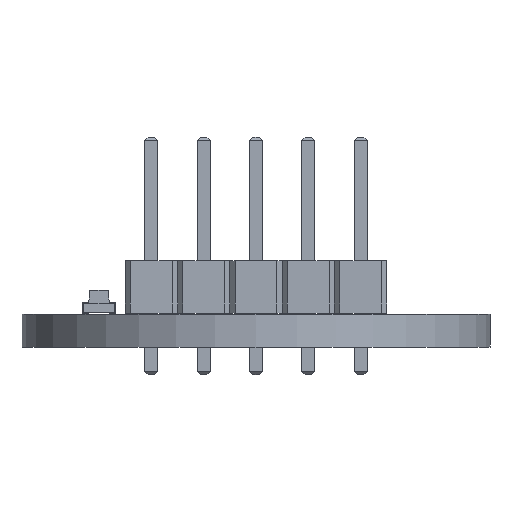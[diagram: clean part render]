
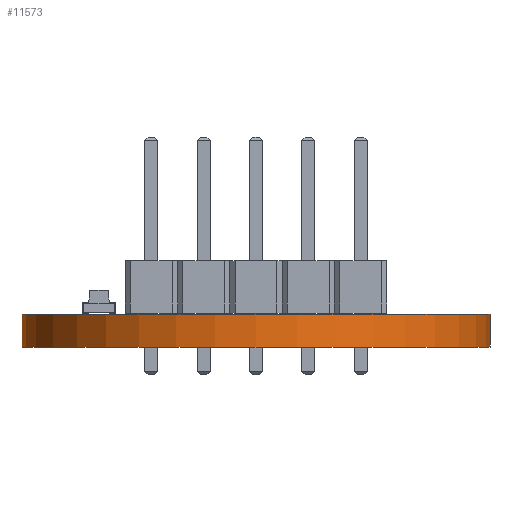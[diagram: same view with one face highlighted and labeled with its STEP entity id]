
A CAD part, front view. The second image highlights one B-rep face of the part: STEP entity #11573.
In plain terms, the highlighted cylindrical face has radius 11.359 mm (diameter 22.718 mm), a full revolution.
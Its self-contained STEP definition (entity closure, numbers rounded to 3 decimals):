
#11573 = ADVANCED_FACE('',(#11574),#11588,.T.);
#11574 = FACE_BOUND('',#11575,.F.);
#11575 = EDGE_LOOP('',(#11576,#11606,#11633,#11634));
#11576 = ORIENTED_EDGE('',*,*,#11577,.T.);
#11577 = EDGE_CURVE('',#11578,#11580,#11582,.T.);
#11578 = VERTEX_POINT('',#11579);
#11579 = CARTESIAN_POINT('',(194.239,-76.2,0.));
#11580 = VERTEX_POINT('',#11581);
#11581 = CARTESIAN_POINT('',(194.239,-76.2,1.6));
#11582 = SEAM_CURVE('',#11583,(#11587,#11599),.PCURVE_S1.);
#11583 = LINE('',#11584,#11585);
#11584 = CARTESIAN_POINT('',(194.239,-76.2,0.));
#11585 = VECTOR('',#11586,1.);
#11586 = DIRECTION('',(0.,0.,1.));
#11587 = PCURVE('',#11588,#11593);
#11588 = CYLINDRICAL_SURFACE('',#11589,11.359);
#11589 = AXIS2_PLACEMENT_3D('',#11590,#11591,#11592);
#11590 = CARTESIAN_POINT('',(182.88,-76.2,0.));
#11591 = DIRECTION('',(0.,0.,-1.));
#11592 = DIRECTION('',(1.,0.,0.));
#11593 = DEFINITIONAL_REPRESENTATION('',(#11594),#11598);
#11594 = LINE('',#11595,#11596);
#11595 = CARTESIAN_POINT('',(0.,0.));
#11596 = VECTOR('',#11597,1.);
#11597 = DIRECTION('',(0.,-1.));
#11598 = ( GEOMETRIC_REPRESENTATION_CONTEXT(2) 
PARAMETRIC_REPRESENTATION_CONTEXT() REPRESENTATION_CONTEXT('2D SPACE',''
  ) );
#11599 = PCURVE('',#11588,#11600);
#11600 = DEFINITIONAL_REPRESENTATION('',(#11601),#11605);
#11601 = LINE('',#11602,#11603);
#11602 = CARTESIAN_POINT('',(-6.283,0.));
#11603 = VECTOR('',#11604,1.);
#11604 = DIRECTION('',(0.,-1.));
#11605 = ( GEOMETRIC_REPRESENTATION_CONTEXT(2) 
PARAMETRIC_REPRESENTATION_CONTEXT() REPRESENTATION_CONTEXT('2D SPACE',''
  ) );
#11606 = ORIENTED_EDGE('',*,*,#11607,.T.);
#11607 = EDGE_CURVE('',#11580,#11580,#11608,.T.);
#11608 = SURFACE_CURVE('',#11609,(#11614,#11621),.PCURVE_S1.);
#11609 = CIRCLE('',#11610,11.359);
#11610 = AXIS2_PLACEMENT_3D('',#11611,#11612,#11613);
#11611 = CARTESIAN_POINT('',(182.88,-76.2,1.6));
#11612 = DIRECTION('',(0.,0.,1.));
#11613 = DIRECTION('',(1.,0.,0.));
#11614 = PCURVE('',#11588,#11615);
#11615 = DEFINITIONAL_REPRESENTATION('',(#11616),#11620);
#11616 = LINE('',#11617,#11618);
#11617 = CARTESIAN_POINT('',(0.,-1.6));
#11618 = VECTOR('',#11619,1.);
#11619 = DIRECTION('',(-1.,0.));
#11620 = ( GEOMETRIC_REPRESENTATION_CONTEXT(2) 
PARAMETRIC_REPRESENTATION_CONTEXT() REPRESENTATION_CONTEXT('2D SPACE',''
  ) );
#11621 = PCURVE('',#11622,#11627);
#11622 = PLANE('',#11623);
#11623 = AXIS2_PLACEMENT_3D('',#11624,#11625,#11626);
#11624 = CARTESIAN_POINT('',(182.88,-76.2,1.6));
#11625 = DIRECTION('',(0.,0.,1.));
#11626 = DIRECTION('',(1.,0.,0.));
#11627 = DEFINITIONAL_REPRESENTATION('',(#11628),#11632);
#11628 = CIRCLE('',#11629,11.359);
#11629 = AXIS2_PLACEMENT_2D('',#11630,#11631);
#11630 = CARTESIAN_POINT('',(0.,0.));
#11631 = DIRECTION('',(1.,0.));
#11632 = ( GEOMETRIC_REPRESENTATION_CONTEXT(2) 
PARAMETRIC_REPRESENTATION_CONTEXT() REPRESENTATION_CONTEXT('2D SPACE',''
  ) );
#11633 = ORIENTED_EDGE('',*,*,#11577,.F.);
#11634 = ORIENTED_EDGE('',*,*,#11635,.F.);
#11635 = EDGE_CURVE('',#11578,#11578,#11636,.T.);
#11636 = SURFACE_CURVE('',#11637,(#11642,#11649),.PCURVE_S1.);
#11637 = CIRCLE('',#11638,11.359);
#11638 = AXIS2_PLACEMENT_3D('',#11639,#11640,#11641);
#11639 = CARTESIAN_POINT('',(182.88,-76.2,0.));
#11640 = DIRECTION('',(0.,0.,1.));
#11641 = DIRECTION('',(1.,0.,0.));
#11642 = PCURVE('',#11588,#11643);
#11643 = DEFINITIONAL_REPRESENTATION('',(#11644),#11648);
#11644 = LINE('',#11645,#11646);
#11645 = CARTESIAN_POINT('',(0.,0.));
#11646 = VECTOR('',#11647,1.);
#11647 = DIRECTION('',(-1.,0.));
#11648 = ( GEOMETRIC_REPRESENTATION_CONTEXT(2) 
PARAMETRIC_REPRESENTATION_CONTEXT() REPRESENTATION_CONTEXT('2D SPACE',''
  ) );
#11649 = PCURVE('',#11650,#11655);
#11650 = PLANE('',#11651);
#11651 = AXIS2_PLACEMENT_3D('',#11652,#11653,#11654);
#11652 = CARTESIAN_POINT('',(182.88,-76.2,0.));
#11653 = DIRECTION('',(0.,0.,1.));
#11654 = DIRECTION('',(1.,0.,0.));
#11655 = DEFINITIONAL_REPRESENTATION('',(#11656),#11660);
#11656 = CIRCLE('',#11657,11.359);
#11657 = AXIS2_PLACEMENT_2D('',#11658,#11659);
#11658 = CARTESIAN_POINT('',(0.,0.));
#11659 = DIRECTION('',(1.,0.));
#11660 = ( GEOMETRIC_REPRESENTATION_CONTEXT(2) 
PARAMETRIC_REPRESENTATION_CONTEXT() REPRESENTATION_CONTEXT('2D SPACE',''
  ) );
